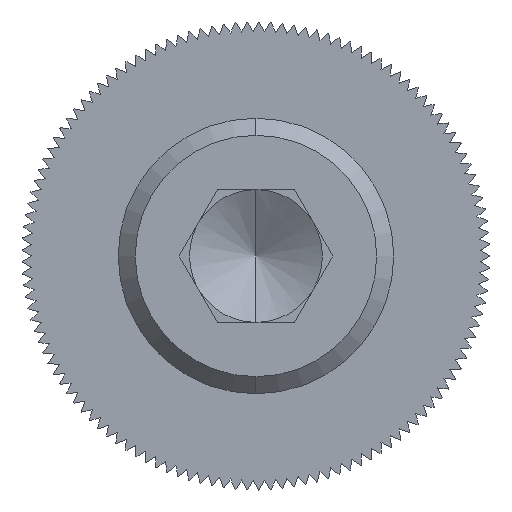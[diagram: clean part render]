
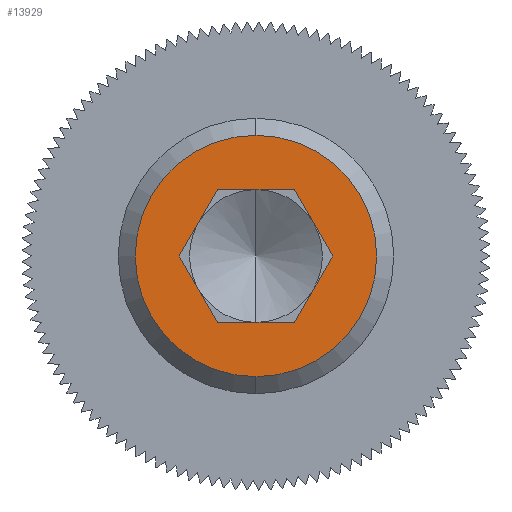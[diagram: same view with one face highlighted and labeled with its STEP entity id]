
A CAD part, left-side view. The second image highlights one B-rep face of the part: STEP entity #13929.
In plain terms, the highlighted planar face has unit normal (-1, 0, 0).
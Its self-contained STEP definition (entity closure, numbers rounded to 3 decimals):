
#86 = VERTEX_POINT ( 'NONE', #5831 ) ;
#661 = LINE ( 'NONE', #19222, #6290 ) ;
#798 = CARTESIAN_POINT ( 'NONE',  ( 36.515, 2.844, -28.037 ) ) ;
#2218 = CARTESIAN_POINT ( 'NONE',  ( 36.515, 4.443, -30.806 ) ) ;
#2942 = DIRECTION ( 'NONE',  ( -1., 0., 0. ) ) ;
#3332 = VECTOR ( 'NONE', #4202, 1000. ) ;
#4202 = DIRECTION ( 'NONE',  ( 0., -0.5, -0.866 ) ) ;
#4432 = LINE ( 'NONE', #2218, #22293 ) ;
#4447 = ORIENTED_EDGE ( 'NONE', *, *, #5180, .T. ) ;
#4912 = VERTEX_POINT ( 'NONE', #7879 ) ;
#5157 = CARTESIAN_POINT ( 'NONE',  ( 36.515, 5.242, -29.421 ) ) ;
#5180 = EDGE_CURVE ( 'NONE', #13655, #20495, #7537, .T. ) ;
#5306 = VERTEX_POINT ( 'NONE', #11579 ) ;
#5831 = CARTESIAN_POINT ( 'NONE',  ( 36.515, 4.443, -30.806 ) ) ;
#6290 = VECTOR ( 'NONE', #21804, 1000. ) ;
#6785 = DIRECTION ( 'NONE',  ( -1., 0., 0. ) ) ;
#6976 = CARTESIAN_POINT ( 'NONE',  ( 36.515, 3.644, -29.421 ) ) ;
#7064 = LINE ( 'NONE', #26731, #19889 ) ;
#7352 = DIRECTION ( 'NONE',  ( 0., 1., 0. ) ) ;
#7537 = CIRCLE ( 'NONE', #18567, 2.515 ) ;
#7879 = CARTESIAN_POINT ( 'NONE',  ( 36.515, 2.844, -30.806 ) ) ;
#8392 = EDGE_LOOP ( 'NONE', ( #13754, #4447 ) ) ;
#8741 = AXIS2_PLACEMENT_3D ( 'NONE', #17304, #2942, #19769 ) ;
#9405 = DIRECTION ( 'NONE',  ( 0., 0., 1. ) ) ;
#11579 = CARTESIAN_POINT ( 'NONE',  ( 36.515, 4.443, -28.037 ) ) ;
#11714 = PLANE ( 'NONE',  #27737 ) ;
#11787 = EDGE_CURVE ( 'NONE', #16733, #86, #28545, .T. ) ;
#11834 = EDGE_CURVE ( 'NONE', #86, #4912, #4432, .T. ) ;
#11883 = EDGE_CURVE ( 'NONE', #16336, #4912, #7064, .T. ) ;
#11899 = EDGE_CURVE ( 'NONE', #26439, #16336, #661, .T. ) ;
#11952 = EDGE_CURVE ( 'NONE', #26439, #5306, #28518, .T. ) ;
#12001 = EDGE_CURVE ( 'NONE', #16733, #5306, #26173, .T. ) ;
#12041 = EDGE_CURVE ( 'NONE', #20495, #13655, #29670, .T. ) ;
#13275 = ORIENTED_EDGE ( 'NONE', *, *, #11899, .T. ) ;
#13655 = VERTEX_POINT ( 'NONE', #29764 ) ;
#13754 = ORIENTED_EDGE ( 'NONE', *, *, #12041, .T. ) ;
#13929 = ADVANCED_FACE ( 'NONE', ( #29802, #23149 ), #11714, .T. ) ;
#15395 = ORIENTED_EDGE ( 'NONE', *, *, #11834, .F. ) ;
#16336 = VERTEX_POINT ( 'NONE', #28261 ) ;
#16733 = VERTEX_POINT ( 'NONE', #17624 ) ;
#16777 = CARTESIAN_POINT ( 'NONE',  ( 36.515, 3.644, -31.936 ) ) ;
#17304 = CARTESIAN_POINT ( 'NONE',  ( 36.515, 3.644, -29.421 ) ) ;
#17624 = CARTESIAN_POINT ( 'NONE',  ( 36.515, 5.242, -29.421 ) ) ;
#18567 = AXIS2_PLACEMENT_3D ( 'NONE', #21296, #6785, #23836 ) ;
#19222 = CARTESIAN_POINT ( 'NONE',  ( 36.515, 2.844, -28.037 ) ) ;
#19451 = ORIENTED_EDGE ( 'NONE', *, *, #11952, .F. ) ;
#19769 = DIRECTION ( 'NONE',  ( 0., 0., 1. ) ) ;
#19889 = VECTOR ( 'NONE', #24094, 1000. ) ;
#20495 = VERTEX_POINT ( 'NONE', #16777 ) ;
#21296 = CARTESIAN_POINT ( 'NONE',  ( 36.515, 3.644, -29.421 ) ) ;
#21580 = DIRECTION ( 'NONE',  ( 0., -1., 0. ) ) ;
#21804 = DIRECTION ( 'NONE',  ( 0., -0.5, -0.866 ) ) ;
#21889 = VECTOR ( 'NONE', #7352, 1000. ) ;
#22293 = VECTOR ( 'NONE', #21580, 1000. ) ;
#23149 = FACE_OUTER_BOUND ( 'NONE', #8392, .T. ) ;
#23364 = ORIENTED_EDGE ( 'NONE', *, *, #11883, .T. ) ;
#23652 = EDGE_LOOP ( 'NONE', ( #28946, #19451, #13275, #23364, #15395, #27880 ) ) ;
#23763 = CARTESIAN_POINT ( 'NONE',  ( 36.515, 5.242, -29.421 ) ) ;
#23836 = DIRECTION ( 'NONE',  ( 0., 0., 1. ) ) ;
#24029 = DIRECTION ( 'NONE',  ( -1., 0., 0. ) ) ;
#24094 = DIRECTION ( 'NONE',  ( 0., 0.5, -0.866 ) ) ;
#24437 = CARTESIAN_POINT ( 'NONE',  ( 36.515, 2.844, -28.037 ) ) ;
#25400 = VECTOR ( 'NONE', #27168, 1000. ) ;
#26173 = LINE ( 'NONE', #5157, #25400 ) ;
#26439 = VERTEX_POINT ( 'NONE', #798 ) ;
#26731 = CARTESIAN_POINT ( 'NONE',  ( 36.515, 2.045, -29.421 ) ) ;
#27168 = DIRECTION ( 'NONE',  ( 0., -0.5, 0.866 ) ) ;
#27737 = AXIS2_PLACEMENT_3D ( 'NONE', #6976, #24029, #9405 ) ;
#27880 = ORIENTED_EDGE ( 'NONE', *, *, #11787, .F. ) ;
#28261 = CARTESIAN_POINT ( 'NONE',  ( 36.515, 2.045, -29.421 ) ) ;
#28518 = LINE ( 'NONE', #24437, #21889 ) ;
#28545 = LINE ( 'NONE', #23763, #3332 ) ;
#28946 = ORIENTED_EDGE ( 'NONE', *, *, #12001, .T. ) ;
#29670 = CIRCLE ( 'NONE', #8741, 2.515 ) ;
#29764 = CARTESIAN_POINT ( 'NONE',  ( 36.515, 3.644, -26.907 ) ) ;
#29802 = FACE_BOUND ( 'NONE', #23652, .T. ) ;
